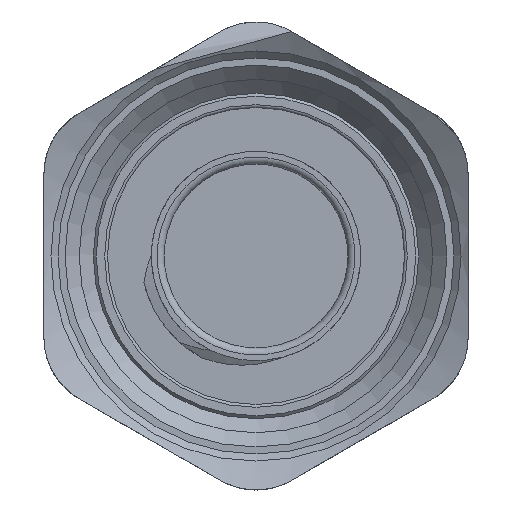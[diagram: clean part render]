
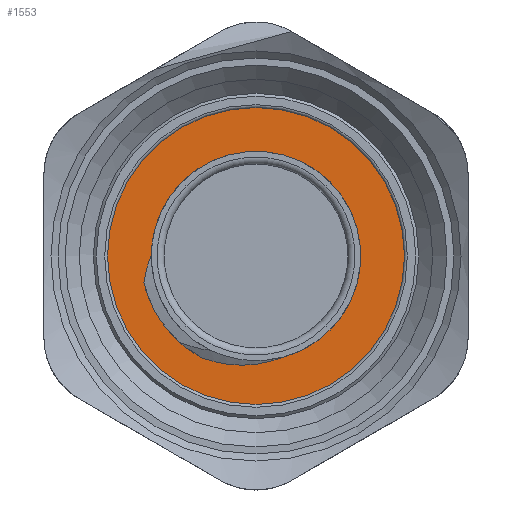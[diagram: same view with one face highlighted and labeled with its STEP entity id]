
A CAD part, front view. The second image highlights one B-rep face of the part: STEP entity #1553.
In plain terms, the highlighted planar face has unit normal (0, -1, 0).
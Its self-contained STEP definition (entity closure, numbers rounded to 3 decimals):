
#94=FACE_BOUND('',#233,.T.);
#104=PLANE('',#1676);
#136=FACE_OUTER_BOUND('',#232,.T.);
#232=EDGE_LOOP('',(#966));
#233=EDGE_LOOP('',(#967,#968,#969,#970,#971));
#338=B_SPLINE_CURVE_WITH_KNOTS('',3,(#2250,#2251,#2252,#2253,#2254,#2255,
#2256,#2257,#2258,#2259,#2260,#2261,#2262,#2263,#2264,#2265),
 .UNSPECIFIED.,.F.,.F.,(4,3,3,3,3,4),(-0.2,-0.146,
-0.099,-0.084,-0.032,0.),
 .UNSPECIFIED.);
#339=B_SPLINE_CURVE_WITH_KNOTS('',3,(#2267,#2268,#2269,#2270,#2271,#2272,
#2273,#2274,#2275,#2276,#2277,#2278,#2279,#2280,#2281,#2282),
 .UNSPECIFIED.,.F.,.F.,(4,3,3,3,3,4),(-0.2,-0.15,
-0.106,-0.092,-0.038,0.),
 .UNSPECIFIED.);
#395=CIRCLE('',#1675,7.4);
#396=CIRCLE('',#1677,11.5);
#397=CIRCLE('',#1678,8.15);
#398=CIRCLE('',#1679,7.4);
#583=VERTEX_POINT('',#2232);
#585=VERTEX_POINT('',#2236);
#586=VERTEX_POINT('',#2244);
#587=VERTEX_POINT('',#2246);
#588=VERTEX_POINT('',#2247);
#589=VERTEX_POINT('',#2249);
#733=EDGE_CURVE('',#583,#585,#395,.T.);
#734=EDGE_CURVE('',#586,#586,#396,.T.);
#735=EDGE_CURVE('',#587,#588,#397,.T.);
#736=EDGE_CURVE('',#588,#589,#338,.T.);
#737=EDGE_CURVE('',#589,#583,#398,.T.);
#738=EDGE_CURVE('',#585,#587,#339,.T.);
#966=ORIENTED_EDGE('',*,*,#734,.F.);
#967=ORIENTED_EDGE('',*,*,#735,.T.);
#968=ORIENTED_EDGE('',*,*,#736,.T.);
#969=ORIENTED_EDGE('',*,*,#737,.T.);
#970=ORIENTED_EDGE('',*,*,#733,.T.);
#971=ORIENTED_EDGE('',*,*,#738,.T.);
#1553=ADVANCED_FACE('',(#136,#94),#104,.F.);
#1675=AXIS2_PLACEMENT_3D('',#2242,#1846,#1847);
#1676=AXIS2_PLACEMENT_3D('',#2243,#1848,#1849);
#1677=AXIS2_PLACEMENT_3D('',#2245,#1850,#1851);
#1678=AXIS2_PLACEMENT_3D('',#2248,#1852,#1853);
#1679=AXIS2_PLACEMENT_3D('',#2266,#1854,#1855);
#1846=DIRECTION('center_axis',(0.,1.,0.));
#1847=DIRECTION('ref_axis',(0.259,0.,-0.966));
#1848=DIRECTION('center_axis',(0.,1.,0.));
#1849=DIRECTION('ref_axis',(0.,0.,1.));
#1850=DIRECTION('center_axis',(0.,1.,0.));
#1851=DIRECTION('ref_axis',(0.866,0.,-0.5));
#1852=DIRECTION('center_axis',(0.,1.,0.));
#1853=DIRECTION('ref_axis',(0.259,0.,-0.966));
#1854=DIRECTION('center_axis',(0.,1.,0.));
#1855=DIRECTION('ref_axis',(0.259,0.,-0.966));
#2232=CARTESIAN_POINT('',(-29.489,15.056,6.282));
#2236=CARTESIAN_POINT('',(-33.203,15.056,-5.669));
#2242=CARTESIAN_POINT('Origin',(-27.574,15.056,-0.865));
#2243=CARTESIAN_POINT('Origin',(-27.574,15.056,-0.865));
#2244=CARTESIAN_POINT('',(-37.533,15.056,4.885));
#2245=CARTESIAN_POINT('Origin',(-27.574,15.056,-0.865));
#2246=CARTESIAN_POINT('',(-34.847,15.056,-4.543));
#2247=CARTESIAN_POINT('',(-35.503,15.056,-2.75));
#2248=CARTESIAN_POINT('Origin',(-27.574,15.056,-0.865));
#2249=CARTESIAN_POINT('',(-34.974,15.056,-0.829));
#2250=CARTESIAN_POINT('Ctrl Pts',(-35.501,15.056,-2.749));
#2251=CARTESIAN_POINT('Ctrl Pts',(-35.477,15.056,-2.571));
#2252=CARTESIAN_POINT('Ctrl Pts',(-35.447,15.056,-2.393));
#2253=CARTESIAN_POINT('Ctrl Pts',(-35.41,15.056,-2.217));
#2254=CARTESIAN_POINT('Ctrl Pts',(-35.378,15.056,-2.065));
#2255=CARTESIAN_POINT('Ctrl Pts',(-35.342,15.056,-1.914));
#2256=CARTESIAN_POINT('Ctrl Pts',(-35.301,15.056,-1.764));
#2257=CARTESIAN_POINT('Ctrl Pts',(-35.288,15.056,-1.715));
#2258=CARTESIAN_POINT('Ctrl Pts',(-35.274,15.056,-1.666));
#2259=CARTESIAN_POINT('Ctrl Pts',(-35.259,15.056,-1.618));
#2260=CARTESIAN_POINT('Ctrl Pts',(-35.21,15.056,-1.453));
#2261=CARTESIAN_POINT('Ctrl Pts',(-35.156,15.056,-1.291));
#2262=CARTESIAN_POINT('Ctrl Pts',(-35.095,15.056,-1.13));
#2263=CARTESIAN_POINT('Ctrl Pts',(-35.057,15.056,-1.029));
#2264=CARTESIAN_POINT('Ctrl Pts',(-35.017,15.056,-0.928));
#2265=CARTESIAN_POINT('Ctrl Pts',(-34.974,15.056,-0.829));
#2266=CARTESIAN_POINT('Origin',(-27.574,15.056,-0.865));
#2267=CARTESIAN_POINT('Ctrl Pts',(-33.2,15.056,-5.667));
#2268=CARTESIAN_POINT('Ctrl Pts',(-33.35,15.056,-5.592));
#2269=CARTESIAN_POINT('Ctrl Pts',(-33.496,15.056,-5.513));
#2270=CARTESIAN_POINT('Ctrl Pts',(-33.64,15.056,-5.429));
#2271=CARTESIAN_POINT('Ctrl Pts',(-33.766,15.056,-5.355));
#2272=CARTESIAN_POINT('Ctrl Pts',(-33.889,15.056,-5.277));
#2273=CARTESIAN_POINT('Ctrl Pts',(-34.011,15.056,-5.196));
#2274=CARTESIAN_POINT('Ctrl Pts',(-34.05,15.056,-5.169));
#2275=CARTESIAN_POINT('Ctrl Pts',(-34.09,15.056,-5.142));
#2276=CARTESIAN_POINT('Ctrl Pts',(-34.129,15.056,-5.115));
#2277=CARTESIAN_POINT('Ctrl Pts',(-34.277,15.056,-5.011));
#2278=CARTESIAN_POINT('Ctrl Pts',(-34.421,15.056,-4.902));
#2279=CARTESIAN_POINT('Ctrl Pts',(-34.561,15.056,-4.788));
#2280=CARTESIAN_POINT('Ctrl Pts',(-34.659,15.056,-4.709));
#2281=CARTESIAN_POINT('Ctrl Pts',(-34.754,15.056,-4.627));
#2282=CARTESIAN_POINT('Ctrl Pts',(-34.847,15.056,-4.543));
